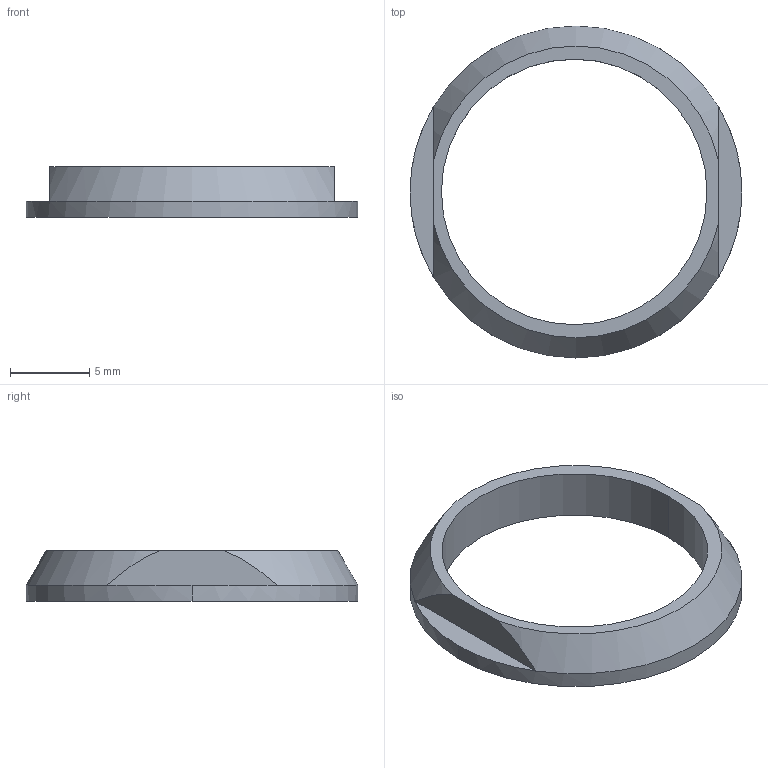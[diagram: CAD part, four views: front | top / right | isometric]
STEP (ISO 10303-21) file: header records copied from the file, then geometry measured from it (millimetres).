
FILE_DESCRIPTION((''),'2;1');
FILE_NAME('LEMO_HEN.2M.308.XLNP_Part2.stp','2014-12-03T12:52:05',(''),(''),'Mechanical Desktop 2011','Mechanical Desktop 2011',', , ');
FILE_SCHEMA(('AUTOMOTIVE_DESIGN { 1 2 10303 214 1 1 1 1 }'));
Length unit declared in the file: millimetre
Products named in the file (1): Product
Bounding box: 21 x 21 x 3.2 mm (x, y, z)
Volume: 288.1 mm3; surface area: 576.9 mm2
Topology: 1 solids, 1 shells, 12 faces, 26 edges, 16 vertices
Faces by surface type: plane 6, cylinder 4, cone 2
Entity records: 377 total; most frequent: CARTESIAN_POINT 63, DIRECTION 62, ORIENTED_EDGE 52, AXIS2_PLACEMENT_3D 27, EDGE_CURVE 26, VERTEX_POINT 16, CIRCLE 14, EDGE_LOOP 14
